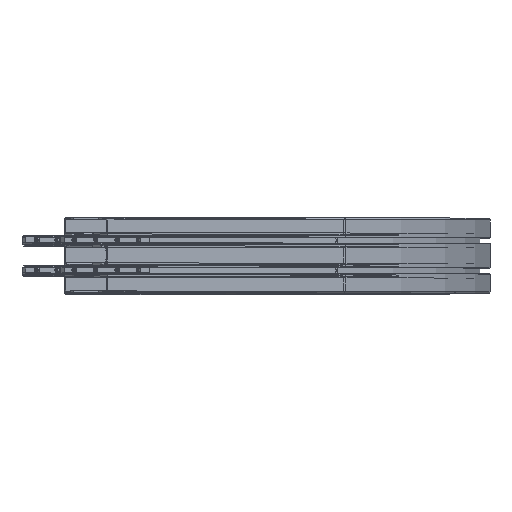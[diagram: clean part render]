
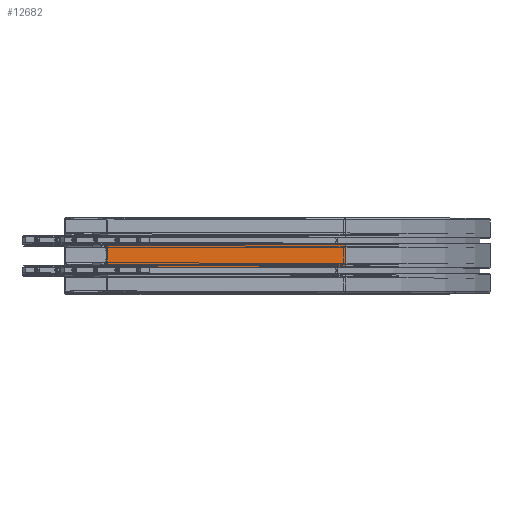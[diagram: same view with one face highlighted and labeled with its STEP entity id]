
A CAD part, top view. The second image highlights one B-rep face of the part: STEP entity #12682.
In plain terms, the highlighted face is planar.
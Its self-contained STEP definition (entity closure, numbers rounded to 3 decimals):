
#494=PLANE('',#14211);
#1100=FACE_OUTER_BOUND('',#1805,.T.);
#1805=EDGE_LOOP('',(#10006,#10007,#10008,#10009));
#2628=LINE('',#20832,#3630);
#2717=LINE('',#21209,#3719);
#2719=LINE('',#21217,#3721);
#2720=LINE('',#21218,#3722);
#3630=VECTOR('',#17058,10.);
#3719=VECTOR('',#17507,10.);
#3721=VECTOR('',#17517,10.);
#3722=VECTOR('',#17518,10.);
#5502=VERTEX_POINT('',#20816);
#5507=VERTEX_POINT('',#20830);
#5615=VERTEX_POINT('',#21208);
#5617=VERTEX_POINT('',#21216);
#7010=EDGE_CURVE('',#5502,#5507,#2628,.T.);
#7197=EDGE_CURVE('',#5615,#5502,#2717,.T.);
#7201=EDGE_CURVE('',#5617,#5507,#2719,.T.);
#7202=EDGE_CURVE('',#5617,#5615,#2720,.T.);
#10006=ORIENTED_EDGE('',*,*,#7010,.T.);
#10007=ORIENTED_EDGE('',*,*,#7201,.F.);
#10008=ORIENTED_EDGE('',*,*,#7202,.T.);
#10009=ORIENTED_EDGE('',*,*,#7197,.T.);
#12682=ADVANCED_FACE('',(#1100),#494,.T.);
#14211=AXIS2_PLACEMENT_3D('',#21215,#17515,#17516);
#17058=DIRECTION('',(0.,-1.,0.));
#17507=DIRECTION('',(-0.707,0.,-0.707));
#17515=DIRECTION('center_axis',(-0.707,0.,0.707));
#17516=DIRECTION('ref_axis',(0.707,0.,0.707));
#17517=DIRECTION('',(-0.707,0.,-0.707));
#17518=DIRECTION('',(0.,1.,0.));
#20816=CARTESIAN_POINT('',(218.205,17.95,526.795));
#20830=CARTESIAN_POINT('',(218.205,-17.95,526.795));
#20832=CARTESIAN_POINT('',(218.205,-8.975,526.795));
#21208=CARTESIAN_POINT('',(571.759,17.95,880.348));
#21209=CARTESIAN_POINT('',(-195.538,17.95,113.051));
#21215=CARTESIAN_POINT('Origin',(-195.538,-17.95,113.051));
#21216=CARTESIAN_POINT('',(571.759,-17.95,880.348));
#21217=CARTESIAN_POINT('',(-195.538,-17.95,113.051));
#21218=CARTESIAN_POINT('',(571.759,-17.95,880.348));
